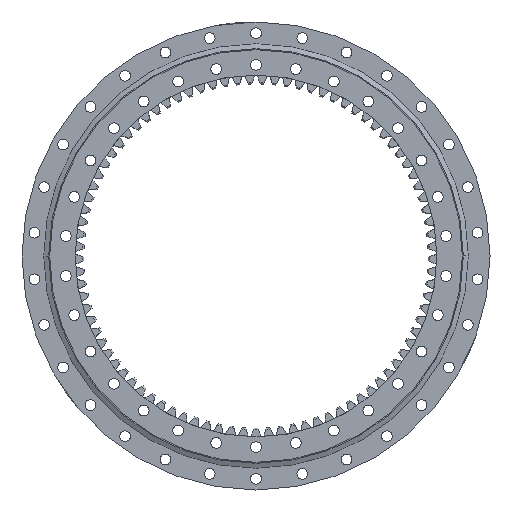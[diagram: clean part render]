
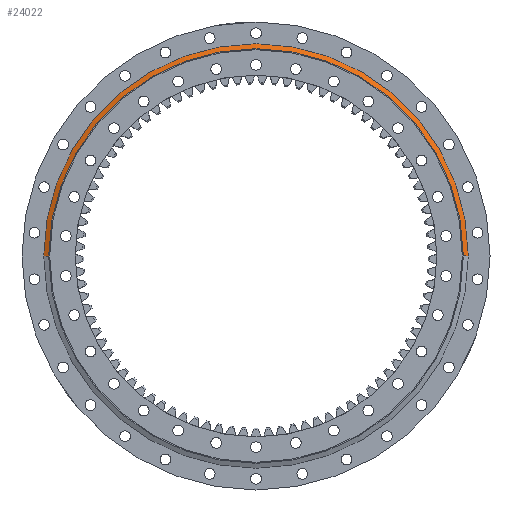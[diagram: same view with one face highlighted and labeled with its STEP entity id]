
A CAD part, front view. The second image highlights one B-rep face of the part: STEP entity #24022.
In plain terms, the highlighted conical face has half-angle 63.206 degrees and reference radius 425.25 mm.
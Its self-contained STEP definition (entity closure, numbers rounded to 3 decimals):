
#424 = DIRECTION ( 'NONE',  ( -1., 0., 0. ) ) ;
#879 = CIRCLE ( 'NONE', #24513, 425.25 ) ;
#1335 = CARTESIAN_POINT ( 'NONE',  ( 0., -27.5, 0. ) ) ;
#1679 = ORIENTED_EDGE ( 'NONE', *, *, #17052, .F. ) ;
#2243 = CARTESIAN_POINT ( 'NONE',  ( 425.25, -32.55, 0. ) ) ;
#3347 = DIRECTION ( 'NONE',  ( -1., 0., 0. ) ) ;
#3579 = AXIS2_PLACEMENT_3D ( 'NONE', #14333, #22217, #424 ) ;
#3614 = DIRECTION ( 'NONE',  ( -0.893, 0.451, 0. ) ) ;
#4062 = CARTESIAN_POINT ( 'NONE',  ( 425.25, -32.55, 0. ) ) ;
#5451 = VERTEX_POINT ( 'NONE', #17404 ) ;
#7148 = LINE ( 'NONE', #2243, #11795 ) ;
#7466 = EDGE_CURVE ( 'NONE', #19815, #11210, #879, .T. ) ;
#7909 = DIRECTION ( 'NONE',  ( -1., 0., 0. ) ) ;
#8251 = DIRECTION ( 'NONE',  ( 0.893, 0.451, 0. ) ) ;
#8787 = VECTOR ( 'NONE', #3614, 1000. ) ;
#9899 = CARTESIAN_POINT ( 'NONE',  ( 0., -32.55, 0. ) ) ;
#11210 = VERTEX_POINT ( 'NONE', #4062 ) ;
#11795 = VECTOR ( 'NONE', #8251, 1000. ) ;
#12928 = AXIS2_PLACEMENT_3D ( 'NONE', #1335, #15239, #3347 ) ;
#13328 = CARTESIAN_POINT ( 'NONE',  ( -425.25, -32.55, 0. ) ) ;
#13594 = CARTESIAN_POINT ( 'NONE',  ( -425.25, -32.55, 0. ) ) ;
#14301 = CIRCLE ( 'NONE', #12928, 435.25 ) ;
#14333 = CARTESIAN_POINT ( 'NONE',  ( 0., -32.55, 0. ) ) ;
#15007 = CARTESIAN_POINT ( 'NONE',  ( 435.25, -27.5, 0. ) ) ;
#15239 = DIRECTION ( 'NONE',  ( 0., 1., 0. ) ) ;
#15842 = CONICAL_SURFACE ( 'NONE', #3579, 425.25, 1.103 ) ;
#17052 = EDGE_CURVE ( 'NONE', #5451, #24233, #14301, .T. ) ;
#17404 = CARTESIAN_POINT ( 'NONE',  ( -435.25, -27.5, 0. ) ) ;
#18096 = LINE ( 'NONE', #13594, #8787 ) ;
#18775 = ORIENTED_EDGE ( 'NONE', *, *, #22085, .F. ) ;
#19126 = ORIENTED_EDGE ( 'NONE', *, *, #7466, .T. ) ;
#19815 = VERTEX_POINT ( 'NONE', #13328 ) ;
#21772 = DIRECTION ( 'NONE',  ( 0., 1., 0. ) ) ;
#22085 = EDGE_CURVE ( 'NONE', #19815, #5451, #18096, .T. ) ;
#22217 = DIRECTION ( 'NONE',  ( 0., 1., 0. ) ) ;
#22352 = ORIENTED_EDGE ( 'NONE', *, *, #24005, .T. ) ;
#22981 = FACE_OUTER_BOUND ( 'NONE', #24953, .T. ) ;
#24005 = EDGE_CURVE ( 'NONE', #11210, #24233, #7148, .T. ) ;
#24022 = ADVANCED_FACE ( 'NONE', ( #22981 ), #15842, .T. ) ;
#24233 = VERTEX_POINT ( 'NONE', #15007 ) ;
#24513 = AXIS2_PLACEMENT_3D ( 'NONE', #9899, #21772, #7909 ) ;
#24953 = EDGE_LOOP ( 'NONE', ( #19126, #22352, #1679, #18775 ) ) ;
